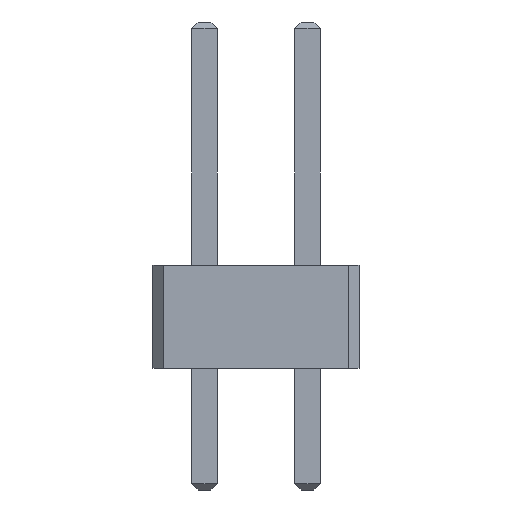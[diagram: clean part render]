
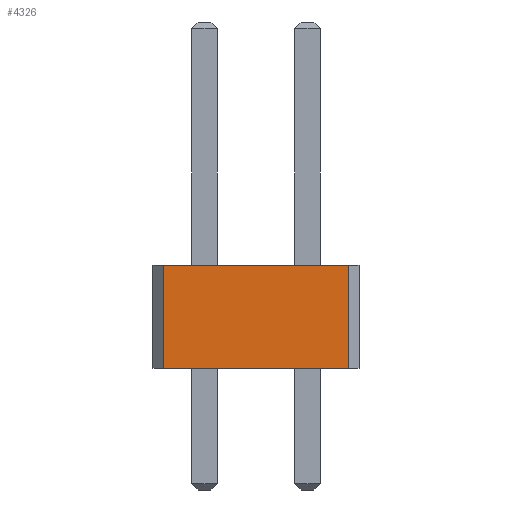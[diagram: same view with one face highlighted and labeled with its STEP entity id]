
A CAD part, front view. The second image highlights one B-rep face of the part: STEP entity #4326.
In plain terms, the highlighted planar face has unit normal (0, -1, 0).
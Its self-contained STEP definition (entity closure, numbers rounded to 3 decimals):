
#12=DIRECTION('',(0.,0.,1.));
#26=VECTOR('',#12,1.);
#88=DIRECTION('',(1.,0.,0.));
#367=VERTEX_POINT('',#368);
#368=CARTESIAN_POINT('',(-1.016,-46.99,0.));
#371=EDGE_CURVE('',#367,#372,#374,.T.);
#372=VERTEX_POINT('',#373);
#373=CARTESIAN_POINT('',(3.556,-46.99,0.));
#374=LINE('',#368,#375);
#375=VECTOR('',#88,1.);
#389=DIRECTION('',(0.,1.,0.));
#1934=VERTEX_POINT('',#1935);
#1935=CARTESIAN_POINT('',(-1.016,-46.99,2.54));
#1937=ORIENTED_EDGE('',*,*,#1938,.T.);
#1938=EDGE_CURVE('',#1934,#1939,#1941,.T.);
#1939=VERTEX_POINT('',#1940);
#1940=CARTESIAN_POINT('',(3.556,-46.99,2.54));
#1941=LINE('',#1935,#375);
#4311=EDGE_CURVE('',#367,#1934,#4312,.T.);
#4312=LINE('',#368,#26);
#4326=ADVANCED_FACE('',(#4327),#4334,.F.);
#4327=FACE_BOUND('',#4328,.F.);
#4328=EDGE_LOOP('',(#4329,#1937,#4330,#4333));
#4329=ORIENTED_EDGE('',*,*,#4311,.T.);
#4330=ORIENTED_EDGE('',*,*,#4331,.F.);
#4331=EDGE_CURVE('',#372,#1939,#4332,.T.);
#4332=LINE('',#373,#26);
#4333=ORIENTED_EDGE('',*,*,#371,.F.);
#4334=PLANE('',#4335);
#4335=AXIS2_PLACEMENT_3D('',#368,#389,#88);
